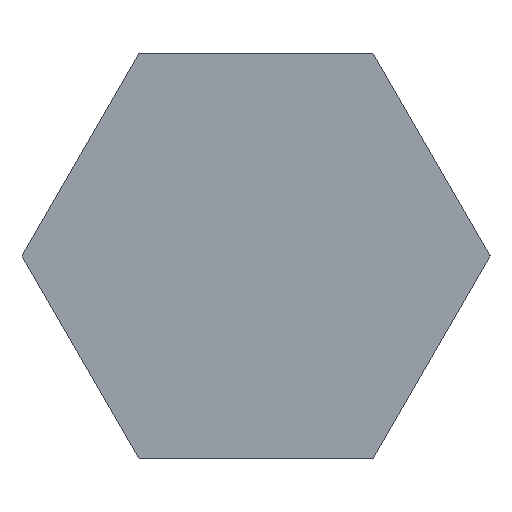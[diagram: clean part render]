
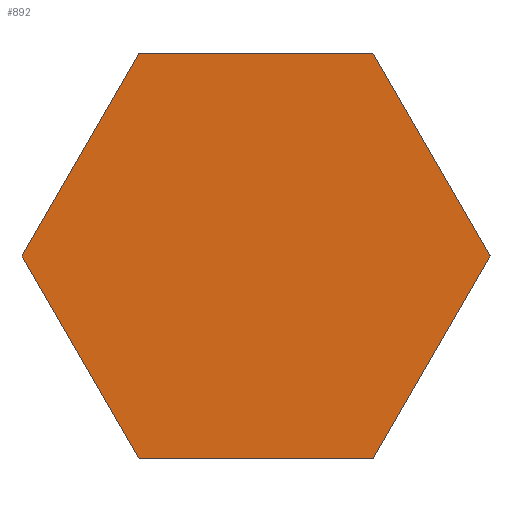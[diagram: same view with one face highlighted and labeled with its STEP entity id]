
A CAD part, front view. The second image highlights one B-rep face of the part: STEP entity #892.
In plain terms, the highlighted planar face has unit normal (0, -1, 0).
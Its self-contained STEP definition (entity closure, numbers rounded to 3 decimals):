
#2 = CARTESIAN_POINT ( 'NONE',  ( -1.386, 0., 2.4 ) ) ;
#58 = LINE ( 'NONE', #551, #674 ) ;
#73 = CARTESIAN_POINT ( 'NONE',  ( 1.386, 0., 2.4 ) ) ;
#81 = ORIENTED_EDGE ( 'NONE', *, *, #278, .T. ) ;
#82 = FACE_OUTER_BOUND ( 'NONE', #259, .T. ) ;
#86 = CARTESIAN_POINT ( 'NONE',  ( 1.386, 0., 2.4 ) ) ;
#104 = VERTEX_POINT ( 'NONE', #665 ) ;
#113 = EDGE_CURVE ( 'NONE', #472, #894, #887, .T. ) ;
#129 = VERTEX_POINT ( 'NONE', #225 ) ;
#146 = CARTESIAN_POINT ( 'NONE',  ( 1.386, 0., -2.4 ) ) ;
#155 = LINE ( 'NONE', #450, #320 ) ;
#160 = EDGE_CURVE ( 'NONE', #772, #104, #445, .T. ) ;
#184 = VECTOR ( 'NONE', #679, 1000. ) ;
#202 = VECTOR ( 'NONE', #299, 1000. ) ;
#210 = ORIENTED_EDGE ( 'NONE', *, *, #734, .T. ) ;
#218 = AXIS2_PLACEMENT_3D ( 'NONE', #366, #640, #711 ) ;
#225 = CARTESIAN_POINT ( 'NONE',  ( 2.771, 0., 0. ) ) ;
#246 = CARTESIAN_POINT ( 'NONE',  ( -1.386, 0., -2.4 ) ) ;
#257 = DIRECTION ( 'NONE',  ( 1., 0., 0. ) ) ;
#259 = EDGE_LOOP ( 'NONE', ( #662, #800, #582, #81, #792, #210 ) ) ;
#278 = EDGE_CURVE ( 'NONE', #894, #772, #58, .T. ) ;
#287 = LINE ( 'NONE', #146, #559 ) ;
#299 = DIRECTION ( 'NONE',  ( 0.5, 0., -0.866 ) ) ;
#315 = LINE ( 'NONE', #246, #336 ) ;
#320 = VECTOR ( 'NONE', #596, 1000. ) ;
#335 = DIRECTION ( 'NONE',  ( -0.5, 0., -0.866 ) ) ;
#336 = VECTOR ( 'NONE', #257, 1000. ) ;
#366 = CARTESIAN_POINT ( 'NONE',  ( 0., 0., 0. ) ) ;
#439 = EDGE_CURVE ( 'NONE', #624, #129, #287, .T. ) ;
#445 = LINE ( 'NONE', #746, #202 ) ;
#450 = CARTESIAN_POINT ( 'NONE',  ( 2.771, 0., 0. ) ) ;
#472 = VERTEX_POINT ( 'NONE', #73 ) ;
#551 = CARTESIAN_POINT ( 'NONE',  ( -1.386, 0., 2.4 ) ) ;
#559 = VECTOR ( 'NONE', #715, 1000. ) ;
#582 = ORIENTED_EDGE ( 'NONE', *, *, #113, .T. ) ;
#596 = DIRECTION ( 'NONE',  ( -0.5, 0., 0.866 ) ) ;
#624 = VERTEX_POINT ( 'NONE', #658 ) ;
#638 = EDGE_CURVE ( 'NONE', #129, #472, #155, .T. ) ;
#640 = DIRECTION ( 'NONE',  ( 0., 1., 0. ) ) ;
#658 = CARTESIAN_POINT ( 'NONE',  ( 1.386, 0., -2.4 ) ) ;
#662 = ORIENTED_EDGE ( 'NONE', *, *, #439, .T. ) ;
#665 = CARTESIAN_POINT ( 'NONE',  ( -1.386, 0., -2.4 ) ) ;
#674 = VECTOR ( 'NONE', #335, 1000. ) ;
#679 = DIRECTION ( 'NONE',  ( -1., 0., 0. ) ) ;
#711 = DIRECTION ( 'NONE',  ( -1., 0., 0. ) ) ;
#715 = DIRECTION ( 'NONE',  ( 0.5, 0., 0.866 ) ) ;
#734 = EDGE_CURVE ( 'NONE', #104, #624, #315, .T. ) ;
#746 = CARTESIAN_POINT ( 'NONE',  ( -2.771, 0., 0. ) ) ;
#756 = CARTESIAN_POINT ( 'NONE',  ( -2.771, 0., 0. ) ) ;
#772 = VERTEX_POINT ( 'NONE', #756 ) ;
#792 = ORIENTED_EDGE ( 'NONE', *, *, #160, .T. ) ;
#800 = ORIENTED_EDGE ( 'NONE', *, *, #638, .T. ) ;
#801 = PLANE ( 'NONE',  #218 ) ;
#887 = LINE ( 'NONE', #86, #184 ) ;
#892 = ADVANCED_FACE ( 'NONE', ( #82 ), #801, .F. ) ;
#894 = VERTEX_POINT ( 'NONE', #2 ) ;
